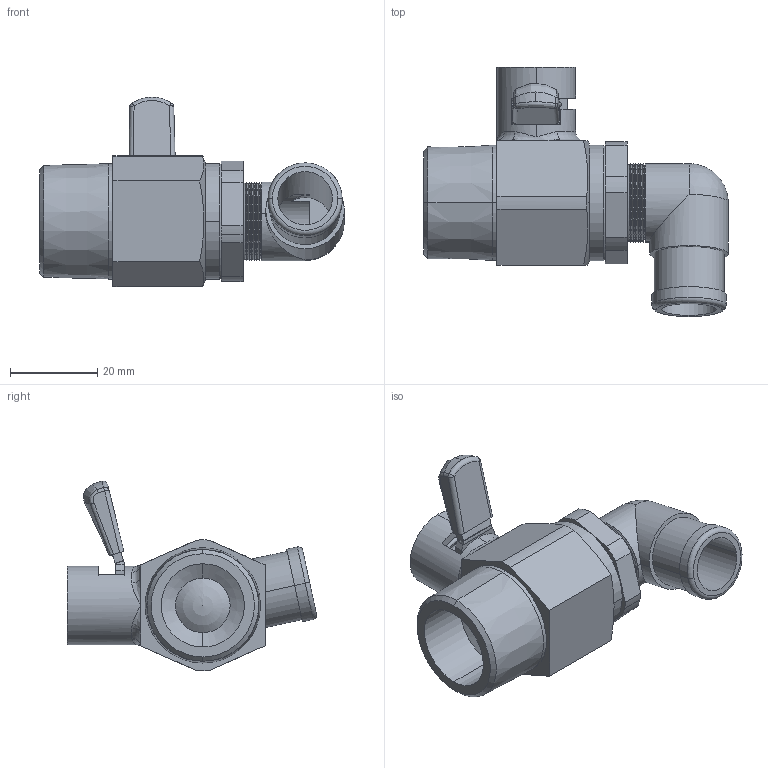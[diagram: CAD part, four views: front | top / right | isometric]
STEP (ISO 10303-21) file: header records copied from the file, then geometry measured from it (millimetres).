
FILE_DESCRIPTION (( 'STEP AP203' ), '1' );
FILE_NAME ('EZ-L-NPT-L.STEP', '2015-11-11T06:43:21', ( '微软用户' ), ( '微软中国' ), 'SwSTEP 2.0', 'SolidWorks 2010', '' );
FILE_SCHEMA (( 'CONFIG_CONTROL_DESIGN' ));
Length unit declared in the file: millimetre
Products named in the file (15): EZ-L-NPT-L; 概裝; 4.-1.9; 粟銅; L-球; C概裔; す菜; 忒梟L; 縐銅; L炵蹈201; 球座; 15-1.8O型圈; 19.5-2O型圈; L-002俔芛; L-002俔芛甜簽
Assembly tree (15 placements, depth 2):
  EZ-L-NPT-L
    4.-1.9
    忒梟L
    L炵蹈201
    縐銅
    L-002俔芛甜簽
    粟銅
    C概裔
    15-1.8O型圈
    19.5-2O型圈
    L-002俔芛
    す菜
    概裝
    球座  x2
    L-球
Bounding box: 69.8 x 57.04 x 43.45 mm (x, y, z)
Volume: 27981.3 mm3; surface area: 23726.3 mm2
Topology: 15 solids, 15 shells, 423 faces, 971 edges, 586 vertices
Faces by surface type: plane 136, cylinder 120, cone 114, torus 29, bspline 17, sphere 7
Entity records: 17337 total; most frequent: CARTESIAN_POINT 6341, DIRECTION 2107, ORIENTED_EDGE 1864, EDGE_CURVE 932, AXIS2_PLACEMENT_3D 835, VERTEX_POINT 566, EDGE_LOOP 448, VECTOR 437
